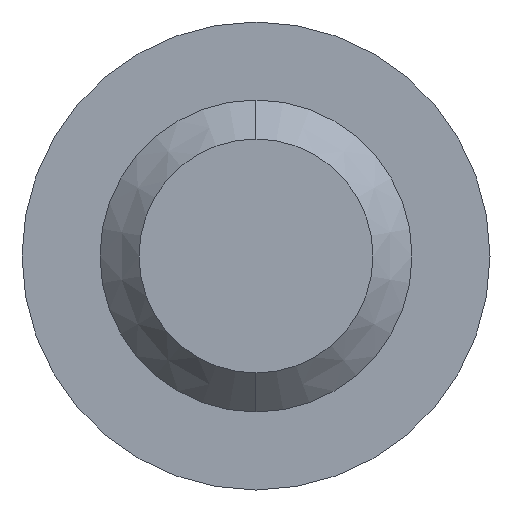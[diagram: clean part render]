
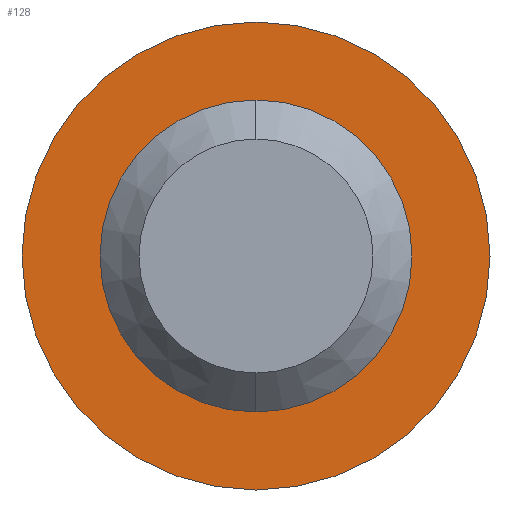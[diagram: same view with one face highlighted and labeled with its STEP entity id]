
A CAD part, left-side view. The second image highlights one B-rep face of the part: STEP entity #128.
In plain terms, the highlighted planar face has unit normal (-1, 0, 0).
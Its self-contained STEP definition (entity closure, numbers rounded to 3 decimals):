
#1 = DIRECTION ( 'NONE',  ( 0., 0., -1. ) ) ;
#3 = CIRCLE ( 'NONE', #65, 3. ) ;
#9 = ORIENTED_EDGE ( 'NONE', *, *, #114, .T. ) ;
#23 = EDGE_CURVE ( 'NONE', #230, #91, #152, .T. ) ;
#24 = DIRECTION ( 'NONE',  ( 1., 0., 0. ) ) ;
#44 = DIRECTION ( 'NONE',  ( 1., 0., 0. ) ) ;
#51 = CARTESIAN_POINT ( 'NONE',  ( 5.8, 0., 0. ) ) ;
#64 = EDGE_CURVE ( 'NONE', #74, #151, #3, .T. ) ;
#65 = AXIS2_PLACEMENT_3D ( 'NONE', #130, #162, #107 ) ;
#74 = VERTEX_POINT ( 'NONE', #218 ) ;
#81 = CARTESIAN_POINT ( 'NONE',  ( 5.8, 0., 0. ) ) ;
#87 = DIRECTION ( 'NONE',  ( 0., 0., -1. ) ) ;
#91 = VERTEX_POINT ( 'NONE', #165 ) ;
#101 = CIRCLE ( 'NONE', #299, 3. ) ;
#107 = DIRECTION ( 'NONE',  ( 0., 0., -1. ) ) ;
#109 = CARTESIAN_POINT ( 'NONE',  ( 5.8, 0., -2. ) ) ;
#114 = EDGE_CURVE ( 'NONE', #91, #230, #199, .T. ) ;
#116 = DIRECTION ( 'NONE',  ( 0., 0., -1. ) ) ;
#121 = DIRECTION ( 'NONE',  ( 1., 0., 0. ) ) ;
#127 = CARTESIAN_POINT ( 'NONE',  ( 5.8, 0., 0. ) ) ;
#128 = ADVANCED_FACE ( 'NONE', ( #331, #195 ), #295, .F. ) ;
#130 = CARTESIAN_POINT ( 'NONE',  ( 5.8, 0., 0. ) ) ;
#135 = DIRECTION ( 'NONE',  ( 1., 0., 0. ) ) ;
#151 = VERTEX_POINT ( 'NONE', #301 ) ;
#152 = CIRCLE ( 'NONE', #335, 2. ) ;
#162 = DIRECTION ( 'NONE',  ( 1., 0., 0. ) ) ;
#165 = CARTESIAN_POINT ( 'NONE',  ( 5.8, 0., 2. ) ) ;
#172 = AXIS2_PLACEMENT_3D ( 'NONE', #51, #24, #87 ) ;
#195 = FACE_BOUND ( 'NONE', #321, .T. ) ;
#199 = CIRCLE ( 'NONE', #316, 2. ) ;
#207 = ORIENTED_EDGE ( 'NONE', *, *, #23, .T. ) ;
#212 = ORIENTED_EDGE ( 'NONE', *, *, #277, .F. ) ;
#218 = CARTESIAN_POINT ( 'NONE',  ( 5.8, 0., -3. ) ) ;
#230 = VERTEX_POINT ( 'NONE', #109 ) ;
#235 = ORIENTED_EDGE ( 'NONE', *, *, #64, .F. ) ;
#277 = EDGE_CURVE ( 'NONE', #151, #74, #101, .T. ) ;
#290 = EDGE_LOOP ( 'NONE', ( #212, #235 ) ) ;
#295 = PLANE ( 'NONE',  #172 ) ;
#299 = AXIS2_PLACEMENT_3D ( 'NONE', #337, #121, #116 ) ;
#301 = CARTESIAN_POINT ( 'NONE',  ( 5.8, 0., 3. ) ) ;
#316 = AXIS2_PLACEMENT_3D ( 'NONE', #81, #135, #1 ) ;
#321 = EDGE_LOOP ( 'NONE', ( #9, #207 ) ) ;
#331 = FACE_OUTER_BOUND ( 'NONE', #290, .T. ) ;
#335 = AXIS2_PLACEMENT_3D ( 'NONE', #127, #44, #347 ) ;
#337 = CARTESIAN_POINT ( 'NONE',  ( 5.8, 0., 0. ) ) ;
#347 = DIRECTION ( 'NONE',  ( 0., 0., -1. ) ) ;
